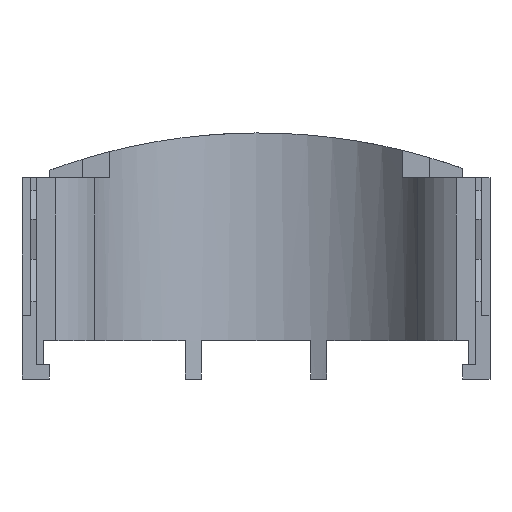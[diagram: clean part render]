
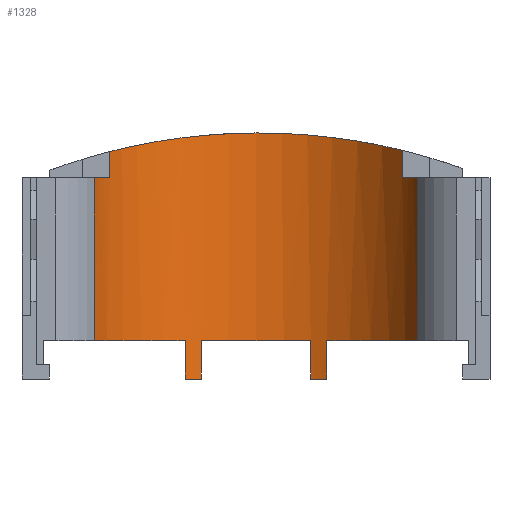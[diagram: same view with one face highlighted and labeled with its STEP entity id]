
A CAD part, front view. The second image highlights one B-rep face of the part: STEP entity #1328.
In plain terms, the highlighted cylindrical face has radius 28.575 mm (diameter 57.15 mm), a partial arc.
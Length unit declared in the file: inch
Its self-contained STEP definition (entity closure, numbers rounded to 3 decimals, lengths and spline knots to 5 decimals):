
#16=CYLINDRICAL_SURFACE('',#1428,1.125);
#24=B_SPLINE_CURVE_WITH_KNOTS('',3,(#2086,#2087,#2088,#2089,#2090,#2091,
#2092,#2093,#2094,#2095,#2096,#2097,#2098,#2099,#2100,#2101,#2102,#2103,
#2104,#2105,#2106,#2107),.UNSPECIFIED.,.F.,.F.,(4,2,2,2,2,2,2,2,2,2,4),
(-6.96972,-6.5011,-5.95968,-5.41827,
-4.87686,-4.33544,-3.79347,-3.25149,
-2.70952,-2.16754,-1.69924),.UNSPECIFIED.);
#30=CIRCLE('',#1395,1.125);
#32=CIRCLE('',#1398,1.125);
#35=CIRCLE('',#1404,1.125);
#42=CIRCLE('',#1429,1.125);
#43=CIRCLE('',#1430,1.125);
#44=CIRCLE('',#1431,1.125);
#45=CIRCLE('',#1432,1.125);
#81=FACE_OUTER_BOUND('',#149,.T.);
#149=EDGE_LOOP('',(#1001,#1002,#1003,#1004,#1005,#1006,#1007,#1008,#1009,
#1010,#1011,#1012,#1013,#1014,#1015,#1016));
#291=LINE('',#2080,#457);
#292=LINE('',#2084,#458);
#293=LINE('',#2109,#459);
#294=LINE('',#2113,#460);
#295=LINE('',#2115,#461);
#296=LINE('',#2118,#462);
#297=LINE('',#2120,#463);
#298=LINE('',#2123,#464);
#457=VECTOR('',#1662,39.37008);
#458=VECTOR('',#1667,39.37008);
#459=VECTOR('',#1668,39.37008);
#460=VECTOR('',#1673,39.37008);
#461=VECTOR('',#1674,39.37008);
#462=VECTOR('',#1677,39.37008);
#463=VECTOR('',#1678,39.37008);
#464=VECTOR('',#1681,39.37008);
#546=VERTEX_POINT('',#1892);
#547=VERTEX_POINT('',#1894);
#550=VERTEX_POINT('',#1903);
#551=VERTEX_POINT('',#1904);
#562=VERTEX_POINT('',#1930);
#563=VERTEX_POINT('',#1932);
#611=VERTEX_POINT('',#2077);
#612=VERTEX_POINT('',#2079);
#613=VERTEX_POINT('',#2083);
#614=VERTEX_POINT('',#2085);
#615=VERTEX_POINT('',#2108);
#616=VERTEX_POINT('',#2111);
#617=VERTEX_POINT('',#2114);
#618=VERTEX_POINT('',#2116);
#619=VERTEX_POINT('',#2119);
#620=VERTEX_POINT('',#2121);
#683=EDGE_CURVE('',#547,#546,#30,.T.);
#688=EDGE_CURVE('',#550,#551,#32,.T.);
#701=EDGE_CURVE('',#562,#563,#35,.T.);
#767=EDGE_CURVE('',#611,#612,#291,.T.);
#769=EDGE_CURVE('',#546,#613,#292,.T.);
#770=EDGE_CURVE('',#613,#614,#24,.T.);
#771=EDGE_CURVE('',#614,#615,#293,.T.);
#772=EDGE_CURVE('',#615,#612,#42,.T.);
#773=EDGE_CURVE('',#611,#616,#43,.T.);
#774=EDGE_CURVE('',#616,#551,#294,.T.);
#775=EDGE_CURVE('',#550,#617,#295,.T.);
#776=EDGE_CURVE('',#617,#618,#44,.T.);
#777=EDGE_CURVE('',#618,#563,#296,.T.);
#778=EDGE_CURVE('',#562,#619,#297,.T.);
#779=EDGE_CURVE('',#619,#620,#45,.T.);
#780=EDGE_CURVE('',#620,#547,#298,.T.);
#1001=ORIENTED_EDGE('',*,*,#769,.T.);
#1002=ORIENTED_EDGE('',*,*,#770,.T.);
#1003=ORIENTED_EDGE('',*,*,#771,.T.);
#1004=ORIENTED_EDGE('',*,*,#772,.T.);
#1005=ORIENTED_EDGE('',*,*,#767,.F.);
#1006=ORIENTED_EDGE('',*,*,#773,.T.);
#1007=ORIENTED_EDGE('',*,*,#774,.T.);
#1008=ORIENTED_EDGE('',*,*,#688,.F.);
#1009=ORIENTED_EDGE('',*,*,#775,.T.);
#1010=ORIENTED_EDGE('',*,*,#776,.T.);
#1011=ORIENTED_EDGE('',*,*,#777,.T.);
#1012=ORIENTED_EDGE('',*,*,#701,.F.);
#1013=ORIENTED_EDGE('',*,*,#778,.T.);
#1014=ORIENTED_EDGE('',*,*,#779,.T.);
#1015=ORIENTED_EDGE('',*,*,#780,.T.);
#1016=ORIENTED_EDGE('',*,*,#683,.T.);
#1328=ADVANCED_FACE('',(#81),#16,.F.);
#1395=AXIS2_PLACEMENT_3D('',#1895,#1528,#1529);
#1398=AXIS2_PLACEMENT_3D('',#1905,#1537,#1538);
#1404=AXIS2_PLACEMENT_3D('',#1933,#1559,#1560);
#1428=AXIS2_PLACEMENT_3D('',#2082,#1665,#1666);
#1429=AXIS2_PLACEMENT_3D('',#2110,#1669,#1670);
#1430=AXIS2_PLACEMENT_3D('',#2112,#1671,#1672);
#1431=AXIS2_PLACEMENT_3D('',#2117,#1675,#1676);
#1432=AXIS2_PLACEMENT_3D('',#2122,#1679,#1680);
#1528=DIRECTION('center_axis',(0.,0.,1.));
#1529=DIRECTION('ref_axis',(-1.,0.,0.));
#1537=DIRECTION('center_axis',(0.,0.,1.));
#1538=DIRECTION('ref_axis',(1.,0.,0.));
#1559=DIRECTION('center_axis',(0.,0.,1.));
#1560=DIRECTION('ref_axis',(1.,0.,0.));
#1662=DIRECTION('',(0.,0.,1.));
#1665=DIRECTION('center_axis',(0.,0.,1.));
#1666=DIRECTION('ref_axis',(1.,0.,0.));
#1667=DIRECTION('',(0.,0.,1.));
#1668=DIRECTION('',(0.,0.,-1.));
#1669=DIRECTION('center_axis',(0.,0.,1.));
#1670=DIRECTION('ref_axis',(-1.,0.,0.));
#1671=DIRECTION('center_axis',(0.,0.,-1.));
#1672=DIRECTION('ref_axis',(1.,0.,0.));
#1673=DIRECTION('',(0.,0.,-1.));
#1674=DIRECTION('',(0.,0.,1.));
#1675=DIRECTION('center_axis',(0.,0.,-1.));
#1676=DIRECTION('ref_axis',(1.,0.,0.));
#1677=DIRECTION('',(0.,0.,-1.));
#1678=DIRECTION('',(0.,0.,1.));
#1679=DIRECTION('center_axis',(0.,0.,-1.));
#1680=DIRECTION('ref_axis',(1.,0.,0.));
#1681=DIRECTION('',(0.,0.,1.));
#1892=CARTESIAN_POINT('',(0.91609,0.413,1.26));
#1894=CARTESIAN_POINT('',(1.01233,0.25072,1.26));
#1895=CARTESIAN_POINT('Origin',(0.,-0.24,1.26));
#1903=CARTESIAN_POINT('',(-0.34269,0.83153,0.));
#1904=CARTESIAN_POINT('',(-0.44269,0.79424,0.));
#1905=CARTESIAN_POINT('Origin',(0.,-0.24,0.));
#1930=CARTESIAN_POINT('',(0.44269,0.79424,0.));
#1932=CARTESIAN_POINT('',(0.34269,0.83153,0.));
#1933=CARTESIAN_POINT('Origin',(0.,-0.24,0.));
#2077=CARTESIAN_POINT('',(-1.01233,0.25072,0.24));
#2079=CARTESIAN_POINT('',(-1.01233,0.25072,1.26));
#2080=CARTESIAN_POINT('',(-1.01233,0.25072,-0.21));
#2082=CARTESIAN_POINT('Origin',(0.,-0.24,-0.21));
#2083=CARTESIAN_POINT('',(0.91609,0.413,1.43192));
#2084=CARTESIAN_POINT('',(0.91609,0.413,-0.21));
#2085=CARTESIAN_POINT('',(-0.91609,0.413,1.42375));
#2086=CARTESIAN_POINT('Ctrl Pts',(0.91609,0.413,1.43192));
#2087=CARTESIAN_POINT('Ctrl Pts',(0.87919,0.46476,1.44099));
#2088=CARTESIAN_POINT('Ctrl Pts',(0.83841,0.51259,1.4504));
#2089=CARTESIAN_POINT('Ctrl Pts',(0.7457,0.60528,1.46997));
#2090=CARTESIAN_POINT('Ctrl Pts',(0.68953,0.65197,1.48076));
#2091=CARTESIAN_POINT('Ctrl Pts',(0.5671,0.73441,1.50089));
#2092=CARTESIAN_POINT('Ctrl Pts',(0.50083,0.77016,1.51021));
#2093=CARTESIAN_POINT('Ctrl Pts',(0.36237,0.82768,1.52554));
#2094=CARTESIAN_POINT('Ctrl Pts',(0.29006,0.84949,1.53157));
#2095=CARTESIAN_POINT('Ctrl Pts',(0.1444,0.87816,1.53933));
#2096=CARTESIAN_POINT('Ctrl Pts',(0.07105,0.885,
1.54108));
#2097=CARTESIAN_POINT('Ctrl Pts',(-0.07112,0.885,
1.54046));
#2098=CARTESIAN_POINT('Ctrl Pts',(-0.14453,0.87815,
1.53808));
#2099=CARTESIAN_POINT('Ctrl Pts',(-0.29027,0.84944,
1.52903));
#2100=CARTESIAN_POINT('Ctrl Pts',(-0.36259,0.8276,
1.52237));
#2101=CARTESIAN_POINT('Ctrl Pts',(-0.50107,0.77004,
1.5058));
#2102=CARTESIAN_POINT('Ctrl Pts',(-0.56734,0.73427,
1.49589));
#2103=CARTESIAN_POINT('Ctrl Pts',(-0.68976,0.6518,
1.47465));
#2104=CARTESIAN_POINT('Ctrl Pts',(-0.74591,0.60509,
1.46334));
#2105=CARTESIAN_POINT('Ctrl Pts',(-0.83853,0.51245,
1.44292));
#2106=CARTESIAN_POINT('Ctrl Pts',(-0.87924,0.46469,1.43315));
#2107=CARTESIAN_POINT('Ctrl Pts',(-0.91609,0.413,
1.42375));
#2108=CARTESIAN_POINT('',(-0.91609,0.413,1.26));
#2109=CARTESIAN_POINT('',(-0.91609,0.413,-0.21));
#2110=CARTESIAN_POINT('Origin',(0.,-0.24,1.26));
#2111=CARTESIAN_POINT('',(-0.44269,0.79424,0.24));
#2112=CARTESIAN_POINT('Origin',(0.,-0.24,0.24));
#2113=CARTESIAN_POINT('',(-0.44269,0.79424,-0.21));
#2114=CARTESIAN_POINT('',(-0.34269,0.83153,0.24));
#2115=CARTESIAN_POINT('',(-0.34269,0.83153,-0.21));
#2116=CARTESIAN_POINT('',(0.34269,0.83153,0.24));
#2117=CARTESIAN_POINT('Origin',(0.,-0.24,0.24));
#2118=CARTESIAN_POINT('',(0.34269,0.83153,-0.21));
#2119=CARTESIAN_POINT('',(0.44269,0.79424,0.24));
#2120=CARTESIAN_POINT('',(0.44269,0.79424,-0.21));
#2121=CARTESIAN_POINT('',(1.01233,0.25072,0.24));
#2122=CARTESIAN_POINT('Origin',(0.,-0.24,0.24));
#2123=CARTESIAN_POINT('',(1.01233,0.25072,-0.21));
